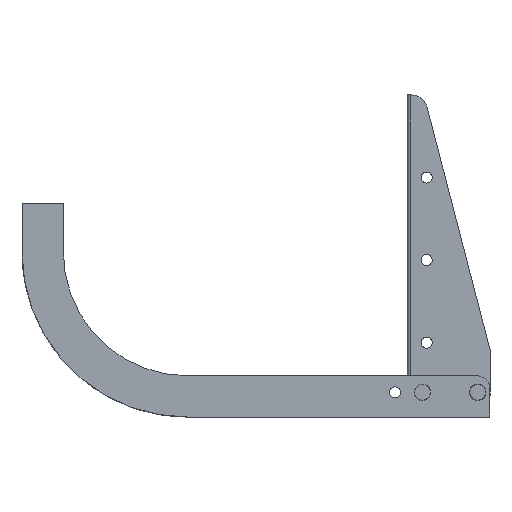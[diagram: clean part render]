
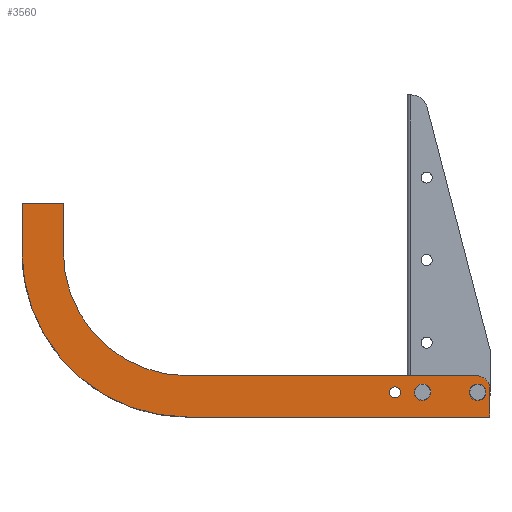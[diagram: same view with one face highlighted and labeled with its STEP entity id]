
A CAD part, left-side view. The second image highlights one B-rep face of the part: STEP entity #3560.
In plain terms, the highlighted planar face has unit normal (-1, 0, 0).
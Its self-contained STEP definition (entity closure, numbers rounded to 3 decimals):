
#364 = CARTESIAN_POINT ( 'NONE',  ( -24.5, -340., -155. ) ) ;
#366 = CARTESIAN_POINT ( 'NONE',  ( -24.5, -330., -125. ) ) ;
#369 = CARTESIAN_POINT ( 'NONE',  ( -24.5, -120., -125. ) ) ;
#383 = CARTESIAN_POINT ( 'NONE',  ( -24.5, 0., 0. ) ) ;
#430 = CARTESIAN_POINT ( 'NONE',  ( -24.5, 0., -35. ) ) ;
#442 = CARTESIAN_POINT ( 'NONE',  ( -24.5, -120., -155. ) ) ;
#452 = CARTESIAN_POINT ( 'NONE',  ( -24.5, -340., -135. ) ) ;
#499 = CARTESIAN_POINT ( 'NONE',  ( -24.5, -30., 0. ) ) ;
#512 = CARTESIAN_POINT ( 'NONE',  ( -24.5, -30., -35. ) ) ;
#603 = VERTEX_POINT ( 'NONE', #364 ) ;
#608 = VERTEX_POINT ( 'NONE', #452 ) ;
#617 = VERTEX_POINT ( 'NONE', #499 ) ;
#660 = ORIENTED_EDGE ( 'NONE', *, *, #1719, .F. ) ;
#677 = ORIENTED_EDGE ( 'NONE', *, *, #1751, .T. ) ;
#701 = ORIENTED_EDGE ( 'NONE', *, *, #1704, .F. ) ;
#744 = VERTEX_POINT ( 'NONE', #383 ) ;
#782 = VERTEX_POINT ( 'NONE', #442 ) ;
#786 = VERTEX_POINT ( 'NONE', #366 ) ;
#835 = ORIENTED_EDGE ( 'NONE', *, *, #1779, .F. ) ;
#839 = VERTEX_POINT ( 'NONE', #369 ) ;
#855 = VERTEX_POINT ( 'NONE', #512 ) ;
#859 = VERTEX_POINT ( 'NONE', #430 ) ;
#877 = AXIS2_PLACEMENT_3D ( 'NONE', #2142, #2144, #2149 ) ;
#1060 = EDGE_CURVE ( 'NONE', #782, #603, #1209, .T. ) ;
#1096 = EDGE_CURVE ( 'NONE', #859, #744, #1160, .T. ) ;
#1109 = EDGE_CURVE ( 'NONE', #839, #855, #1188, .T. ) ;
#1112 = EDGE_CURVE ( 'NONE', #1810, #1810, #1275, .T. ) ;
#1145 = LINE ( 'NONE', #1397, #1315 ) ;
#1160 = LINE ( 'NONE', #2843, #1260 ) ;
#1165 = VECTOR ( 'NONE', #1556, 1000. ) ;
#1188 = CIRCLE ( 'NONE', #2603, 90. ) ;
#1209 = LINE ( 'NONE', #2821, #1337 ) ;
#1244 = LINE ( 'NONE', #1386, #1165 ) ;
#1260 = VECTOR ( 'NONE', #2849, 1000. ) ;
#1272 = LINE ( 'NONE', #1543, #1359 ) ;
#1275 = CIRCLE ( 'NONE', #2583, 5.7 ) ;
#1311 = CIRCLE ( 'NONE', #2570, 120. ) ;
#1315 = VECTOR ( 'NONE', #1439, 1000. ) ;
#1337 = VECTOR ( 'NONE', #2782, 1000. ) ;
#1347 = CIRCLE ( 'NONE', #2565, 5.7 ) ;
#1359 = VECTOR ( 'NONE', #1565, 1000. ) ;
#1383 = DIRECTION ( 'NONE',  ( 0., 1., 0. ) ) ;
#1386 = CARTESIAN_POINT ( 'NONE',  ( -24.5, -340., -155. ) ) ;
#1397 = CARTESIAN_POINT ( 'NONE',  ( -24.5, -30., -35. ) ) ;
#1405 = CARTESIAN_POINT ( 'NONE',  ( -24.5, -120., -35. ) ) ;
#1420 = DIRECTION ( 'NONE',  ( 0., -1., 0. ) ) ;
#1439 = DIRECTION ( 'NONE',  ( 0., 0., 1. ) ) ;
#1448 = DIRECTION ( 'NONE',  ( -1., 0., 0. ) ) ;
#1451 = CARTESIAN_POINT ( 'NONE',  ( -24.5, -331., -137. ) ) ;
#1453 = DIRECTION ( 'NONE',  ( -1., 0., 0. ) ) ;
#1464 = DIRECTION ( 'NONE',  ( 0., 1., 0. ) ) ;
#1470 = DIRECTION ( 'NONE',  ( -1., 0., 0. ) ) ;
#1488 = CARTESIAN_POINT ( 'NONE',  ( -24.5, -120., -35. ) ) ;
#1525 = DIRECTION ( 'NONE',  ( 0., -0.932, 0.361 ) ) ;
#1543 = CARTESIAN_POINT ( 'NONE',  ( -24.5, -120., -125. ) ) ;
#1554 = CARTESIAN_POINT ( 'NONE',  ( -24.5, -291., -137. ) ) ;
#1556 = DIRECTION ( 'NONE',  ( 0., 0., 1. ) ) ;
#1564 = CARTESIAN_POINT ( 'NONE',  ( -24.5, -271., -137. ) ) ;
#1565 = DIRECTION ( 'NONE',  ( 0., -1., 0. ) ) ;
#1597 = DIRECTION ( 'NONE',  ( 0., 0., 1. ) ) ;
#1615 = DIRECTION ( 'NONE',  ( 1., 0., 0. ) ) ;
#1632 = DIRECTION ( 'NONE',  ( 1., 0., 0. ) ) ;
#1704 = EDGE_CURVE ( 'NONE', #1846, #1846, #1347, .T. ) ;
#1719 = EDGE_CURVE ( 'NONE', #839, #786, #1272, .T. ) ;
#1739 = EDGE_CURVE ( 'NONE', #782, #859, #1311, .T. ) ;
#1747 = EDGE_CURVE ( 'NONE', #855, #617, #1145, .T. ) ;
#1751 = EDGE_CURVE ( 'NONE', #603, #608, #1244, .T. ) ;
#1762 = EDGE_CURVE ( 'NONE', #1880, #1880, #2659, .T. ) ;
#1779 = EDGE_CURVE ( 'NONE', #744, #617, #2751, .T. ) ;
#1786 = EDGE_CURVE ( 'NONE', #786, #608, #2692, .T. ) ;
#1810 = VERTEX_POINT ( 'NONE', #2281 ) ;
#1846 = VERTEX_POINT ( 'NONE', #2288 ) ;
#1880 = VERTEX_POINT ( 'NONE', #2304 ) ;
#2142 = CARTESIAN_POINT ( 'NONE',  ( -24.5, -120., -155. ) ) ;
#2144 = DIRECTION ( 'NONE',  ( 1., 0., 0. ) ) ;
#2148 = PLANE ( 'NONE',  #877 ) ;
#2149 = DIRECTION ( 'NONE',  ( 0., 1., 0. ) ) ;
#2281 = CARTESIAN_POINT ( 'NONE',  ( -24.5, -331., -131.3 ) ) ;
#2288 = CARTESIAN_POINT ( 'NONE',  ( -24.5, -296.315, -134.941 ) ) ;
#2304 = CARTESIAN_POINT ( 'NONE',  ( -24.5, -275., -137. ) ) ;
#2477 = FACE_OUTER_BOUND ( 'NONE', #3357, .T. ) ;
#2484 = FACE_BOUND ( 'NONE', #3165, .T. ) ;
#2525 = FACE_BOUND ( 'NONE', #3153, .T. ) ;
#2541 = FACE_BOUND ( 'NONE', #3299, .T. ) ;
#2565 = AXIS2_PLACEMENT_3D ( 'NONE', #1554, #1453, #1525 ) ;
#2570 = AXIS2_PLACEMENT_3D ( 'NONE', #1405, #1615, #1464 ) ;
#2575 = AXIS2_PLACEMENT_3D ( 'NONE', #3405, #3404, #3403 ) ;
#2583 = AXIS2_PLACEMENT_3D ( 'NONE', #1451, #1470, #1597 ) ;
#2594 = AXIS2_PLACEMENT_3D ( 'NONE', #1564, #1448, #1420 ) ;
#2603 = AXIS2_PLACEMENT_3D ( 'NONE', #1488, #1632, #1383 ) ;
#2659 = CIRCLE ( 'NONE', #2594, 4. ) ;
#2692 = CIRCLE ( 'NONE', #2575, 10. ) ;
#2751 = LINE ( 'NONE', #3427, #2754 ) ;
#2754 = VECTOR ( 'NONE', #3426, 1000. ) ;
#2782 = DIRECTION ( 'NONE',  ( 0., -1., 0. ) ) ;
#2821 = CARTESIAN_POINT ( 'NONE',  ( -24.5, -120., -155. ) ) ;
#2843 = CARTESIAN_POINT ( 'NONE',  ( -24.5, 0., -35. ) ) ;
#2849 = DIRECTION ( 'NONE',  ( 0., 0., 1. ) ) ;
#2961 = ORIENTED_EDGE ( 'NONE', *, *, #1096, .F. ) ;
#2995 = ORIENTED_EDGE ( 'NONE', *, *, #1112, .F. ) ;
#3046 = ORIENTED_EDGE ( 'NONE', *, *, #1109, .T. ) ;
#3060 = ORIENTED_EDGE ( 'NONE', *, *, #1060, .T. ) ;
#3062 = ORIENTED_EDGE ( 'NONE', *, *, #1762, .F. ) ;
#3108 = ORIENTED_EDGE ( 'NONE', *, *, #1739, .F. ) ;
#3153 = EDGE_LOOP ( 'NONE', ( #3062 ) ) ;
#3165 = EDGE_LOOP ( 'NONE', ( #701 ) ) ;
#3208 = ORIENTED_EDGE ( 'NONE', *, *, #1747, .T. ) ;
#3246 = ORIENTED_EDGE ( 'NONE', *, *, #1786, .F. ) ;
#3299 = EDGE_LOOP ( 'NONE', ( #2995 ) ) ;
#3357 = EDGE_LOOP ( 'NONE', ( #677, #3246, #660, #3046, #3208, #835, #2961, #3108, #3060 ) ) ;
#3403 = DIRECTION ( 'NONE',  ( 0., 1., 0. ) ) ;
#3404 = DIRECTION ( 'NONE',  ( 1., 0., 0. ) ) ;
#3405 = CARTESIAN_POINT ( 'NONE',  ( -24.5, -330., -135. ) ) ;
#3426 = DIRECTION ( 'NONE',  ( 0., -1., 0. ) ) ;
#3427 = CARTESIAN_POINT ( 'NONE',  ( -24.5, 0., 0. ) ) ;
#3560 = ADVANCED_FACE ( 'NONE', ( #2541, #2484, #2525, #2477 ), #2148, .F. ) ;
